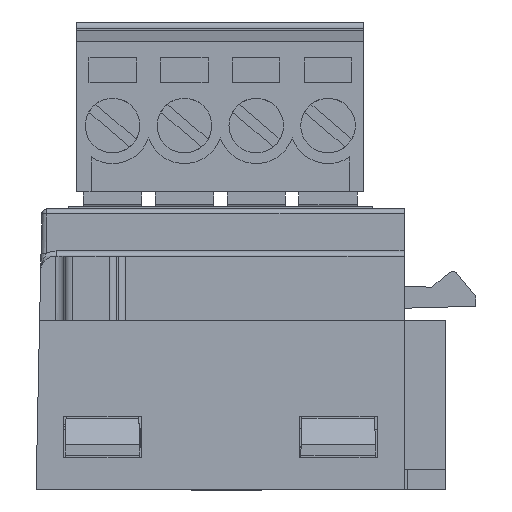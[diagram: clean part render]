
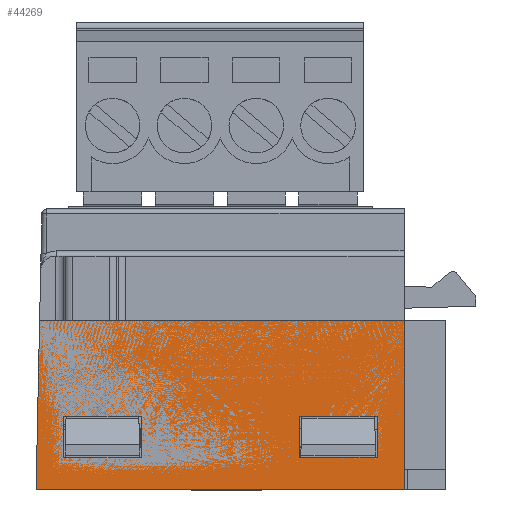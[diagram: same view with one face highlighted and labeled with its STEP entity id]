
A CAD part, left-side view. The second image highlights one B-rep face of the part: STEP entity #44269.
In plain terms, the highlighted planar face has unit normal (-1, 0, 0).
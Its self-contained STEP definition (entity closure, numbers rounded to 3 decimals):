
#6003=LINE('',#81159,#10596);
#6023=LINE('',#81218,#10616);
#6141=LINE('',#81527,#10734);
#6232=LINE('',#81733,#10825);
#6233=LINE('',#81735,#10826);
#6234=LINE('',#81738,#10827);
#6235=LINE('',#81740,#10828);
#6236=LINE('',#81742,#10829);
#6237=LINE('',#81743,#10830);
#6238=LINE('',#81746,#10831);
#6239=LINE('',#81748,#10832);
#6240=LINE('',#81750,#10833);
#10596=VECTOR('',#66690,1000.);
#10616=VECTOR('',#66726,1000.);
#10734=VECTOR('',#66932,1000.);
#10825=VECTOR('',#67109,1000.);
#10826=VECTOR('',#67112,1000.);
#10827=VECTOR('',#67113,1000.);
#10828=VECTOR('',#67114,1000.);
#10829=VECTOR('',#67115,1000.);
#10830=VECTOR('',#67116,1000.);
#10831=VECTOR('',#67117,1000.);
#10832=VECTOR('',#67118,1000.);
#10833=VECTOR('',#67119,1000.);
#21995=ORIENTED_EDGE('',*,*,#29120,.F.);
#21996=ORIENTED_EDGE('',*,*,#29121,.F.);
#21997=ORIENTED_EDGE('',*,*,#29122,.F.);
#21998=ORIENTED_EDGE('',*,*,#29123,.F.);
#21999=ORIENTED_EDGE('',*,*,#29124,.F.);
#22000=ORIENTED_EDGE('',*,*,#29125,.T.);
#22001=ORIENTED_EDGE('',*,*,#29126,.F.);
#22002=ORIENTED_EDGE('',*,*,#29127,.T.);
#22003=ORIENTED_EDGE('',*,*,#28859,.T.);
#22004=ORIENTED_EDGE('',*,*,#29119,.F.);
#22005=ORIENTED_EDGE('',*,*,#29012,.F.);
#22006=ORIENTED_EDGE('',*,*,#28832,.T.);
#28832=EDGE_CURVE('',#33190,#33189,#6003,.T.);
#28859=EDGE_CURVE('',#33189,#33215,#6023,.T.);
#29012=EDGE_CURVE('',#33190,#33347,#6141,.T.);
#29119=EDGE_CURVE('',#33347,#33215,#6232,.T.);
#29120=EDGE_CURVE('',#33419,#33420,#6233,.T.);
#29121=EDGE_CURVE('',#33421,#33419,#6234,.T.);
#29122=EDGE_CURVE('',#33422,#33421,#6235,.T.);
#29123=EDGE_CURVE('',#33420,#33422,#6236,.T.);
#29124=EDGE_CURVE('',#33423,#33424,#6237,.T.);
#29125=EDGE_CURVE('',#33423,#33425,#6238,.T.);
#29126=EDGE_CURVE('',#33426,#33425,#6239,.T.);
#29127=EDGE_CURVE('',#33426,#33424,#6240,.T.);
#33189=VERTEX_POINT('',#81158);
#33190=VERTEX_POINT('',#81160);
#33215=VERTEX_POINT('',#81217);
#33347=VERTEX_POINT('',#81528);
#33419=VERTEX_POINT('',#81736);
#33420=VERTEX_POINT('',#81737);
#33421=VERTEX_POINT('',#81739);
#33422=VERTEX_POINT('',#81741);
#33423=VERTEX_POINT('',#81744);
#33424=VERTEX_POINT('',#81745);
#33425=VERTEX_POINT('',#81747);
#33426=VERTEX_POINT('',#81749);
#37351=EDGE_LOOP('',(#21995,#21996,#21997,#21998));
#37352=EDGE_LOOP('',(#21999,#22000,#22001,#22002));
#37353=EDGE_LOOP('',(#22003,#22004,#22005,#22006));
#40140=FACE_BOUND('',#37351,.T.);
#40141=FACE_BOUND('',#37352,.T.);
#40142=FACE_BOUND('',#37353,.T.);
#41936=PLANE('',#55316);
#44269=ADVANCED_FACE('',(#40140,#40141,#40142),#41936,.F.);
#55316=AXIS2_PLACEMENT_3D('',#81734,#67110,#67111);
#66690=DIRECTION('',(0.,0.,-1.));
#66726=DIRECTION('',(0.,-1.,0.));
#66932=DIRECTION('',(0.,-1.,-0.021));
#67109=DIRECTION('',(0.,0.,-1.));
#67110=DIRECTION('',(1.,0.,0.));
#67111=DIRECTION('',(0.,1.,0.));
#67112=DIRECTION('',(0.,-1.,0.));
#67113=DIRECTION('',(0.,0.,-1.));
#67114=DIRECTION('',(0.,1.,0.));
#67115=DIRECTION('',(0.,0.,1.));
#67116=DIRECTION('',(0.,0.,-1.));
#67117=DIRECTION('',(0.,-1.,0.));
#67118=DIRECTION('',(0.,0.,1.));
#67119=DIRECTION('',(0.,1.,0.));
#81158=CARTESIAN_POINT('',(-21.2,6.4,-2.4));
#81159=CARTESIAN_POINT('',(-21.2,6.4,15.6));
#81160=CARTESIAN_POINT('',(-21.2,6.4,15.529));
#81217=CARTESIAN_POINT('',(-21.2,-1.85,-2.4));
#81218=CARTESIAN_POINT('',(-21.2,6.4,-2.4));
#81527=CARTESIAN_POINT('',(-21.2,6.401,15.529));
#81528=CARTESIAN_POINT('',(-21.2,-1.85,15.357));
#81733=CARTESIAN_POINT('',(-21.2,-1.85,15.6));
#81734=CARTESIAN_POINT('',(-21.2,6.4,15.6));
#81735=CARTESIAN_POINT('',(-21.2,3.9,10.395));
#81736=CARTESIAN_POINT('',(-21.2,4.8,10.395));
#81737=CARTESIAN_POINT('',(-21.2,2.802,10.395));
#81738=CARTESIAN_POINT('',(-21.2,4.8,13.985));
#81739=CARTESIAN_POINT('',(-21.2,4.8,14.195));
#81740=CARTESIAN_POINT('',(-21.2,1.9,14.195));
#81741=CARTESIAN_POINT('',(-21.2,2.802,14.195));
#81742=CARTESIAN_POINT('',(-21.2,2.802,13.994));
#81743=CARTESIAN_POINT('',(-21.2,4.8,2.477));
#81744=CARTESIAN_POINT('',(-21.2,4.8,2.704));
#81745=CARTESIAN_POINT('',(-21.2,4.8,-1.094));
#81746=CARTESIAN_POINT('',(-21.2,6.4,2.704));
#81747=CARTESIAN_POINT('',(-21.2,2.802,2.704));
#81748=CARTESIAN_POINT('',(-21.2,2.802,2.439));
#81749=CARTESIAN_POINT('',(-21.2,2.802,-1.094));
#81750=CARTESIAN_POINT('',(-21.2,6.4,-1.094));
